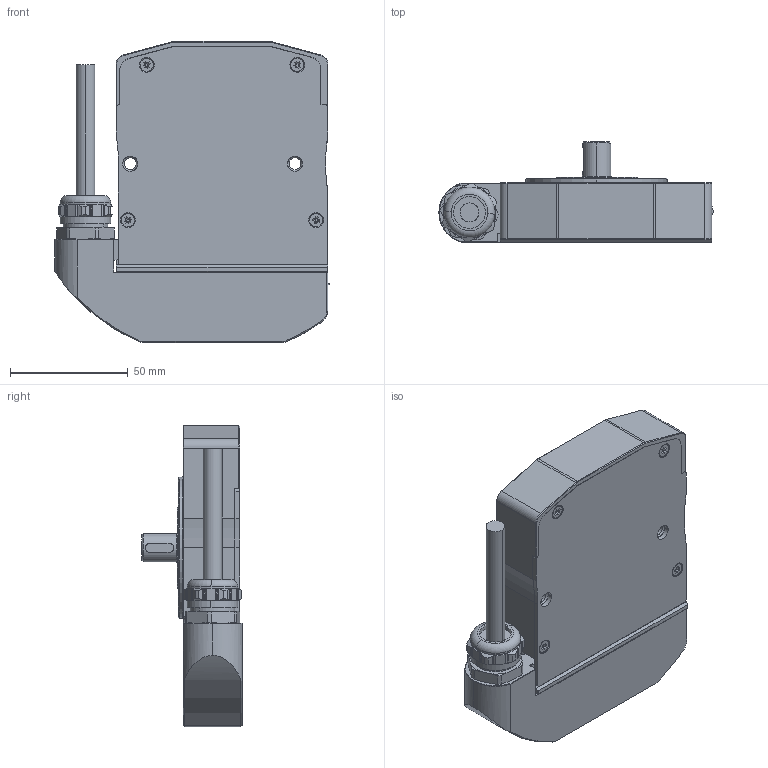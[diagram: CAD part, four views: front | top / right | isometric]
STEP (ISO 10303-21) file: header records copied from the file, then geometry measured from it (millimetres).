
FILE_DESCRIPTION (( 'STEP AP203' ), '1' );
FILE_NAME ('M069_LP35-S-Z-XP-S12-28-SI-T-T0.STEP', '2018-07-13T07:06:45', ( '' ), ( '' ), 'SwSTEP 2.0', 'SolidWorks 2016', '' );
FILE_SCHEMA (( 'CONFIG_CONTROL_DESIGN' ));
Length unit declared in the file: millimetre
Products named in the file (1): M069_LP35-S-Z-XP-S12-28-SI-T-T0
Bounding box: 116.48 x 42.5 x 128 mm (x, y, z)
Surface area: 50163.6 mm2 (no closed solid volume)
Topology: 0 solids, 16 shells, 398 faces, 1225 edges, 839 vertices
Faces by surface type: plane 178, cylinder 130, cone 78, torus 10, sphere 2
Entity records: 14248 total; most frequent: CARTESIAN_POINT 3350, DIRECTION 2250, ORIENTED_EDGE 2131, EDGE_CURVE 1225, VERTEX_POINT 839, AXIS2_PLACEMENT_3D 789, LINE 672, VECTOR 672
